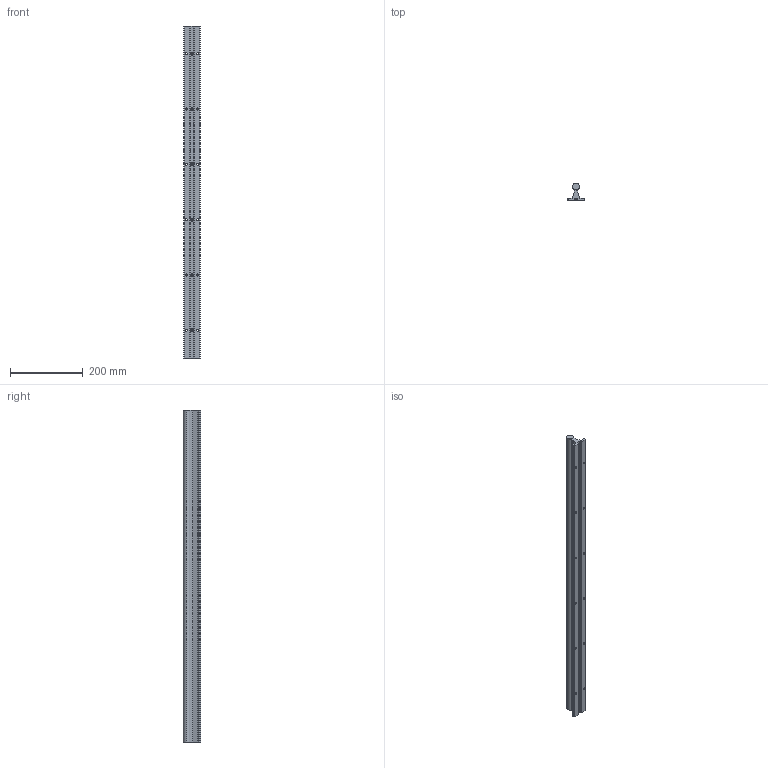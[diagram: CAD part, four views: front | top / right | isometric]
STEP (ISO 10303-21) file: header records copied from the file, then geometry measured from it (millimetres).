
FILE_DESCRIPTION (( 'STEP AP214' ), '1' );
FILE_NAME ('ShaftRailAssembly_CE0318C573.step', '2023-01-09T17:01:09', ( '' ), ( '' ), 'SwSTEP 2.0', 'SolidWorks 2019', '' );
FILE_SCHEMA (( 'AUTOMOTIVE_DESIGN' ));
Length unit declared in the file: inch
Products named in the file (3): T8EWfGsb20_CADModel_0; ShaftRailAssembly_CE0318C573
Assembly tree (1 placements, depth 2):
  T8EWfGsb20_CADModel_0
  ShaftRailAssembly_CE0318C573
    T8EWfGsb20_CADModel_0
Bounding box: 44.45 x 47.88 x 914.4 mm (x, y, z)
Volume: 739320.1 mm3; surface area: 198570.3 mm2
Topology: 8 solids, 8 shells, 281 faces, 627 edges, 368 vertices
Faces by surface type: cylinder 98, plane 93, cone 90
Entity records: 12144 total; most frequent: CARTESIAN_POINT 2055, DIRECTION 1371, ORIENTED_EDGE 1230, EDGE_CURVE 615, AXIS2_PLACEMENT_3D 536, VERTEX_POINT 368, EDGE_LOOP 335, LINE 299
